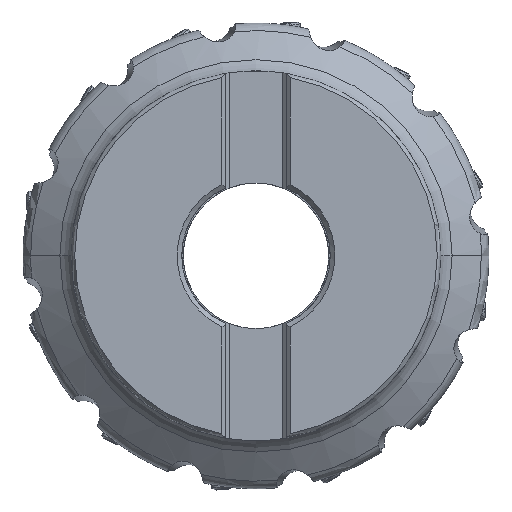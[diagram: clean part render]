
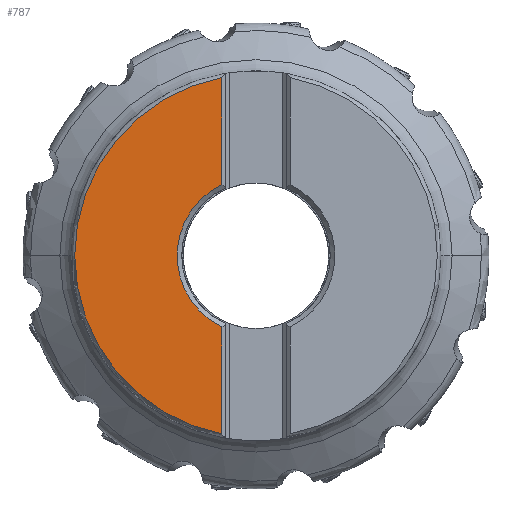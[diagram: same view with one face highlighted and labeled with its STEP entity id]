
A CAD part, top view. The second image highlights one B-rep face of the part: STEP entity #787.
In plain terms, the highlighted planar face has unit normal (0, 0, 1).
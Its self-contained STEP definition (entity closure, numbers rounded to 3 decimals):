
#466=PLANE('',#18283);
#787=ADVANCED_FACE('',(#2199),#466,.T.);
#2199=FACE_OUTER_BOUND('',#3157,.T.);
#3157=EDGE_LOOP('',(#6761,#6762,#6763,#6764,#6765));
#4988=LINE('',#25624,#5862);
#4989=LINE('',#25628,#5863);
#5862=VECTOR('',#20490,1.);
#5863=VECTOR('',#20493,1.);
#6761=ORIENTED_EDGE('',*,*,#14171,.F.);
#6762=ORIENTED_EDGE('',*,*,#14172,.F.);
#6763=ORIENTED_EDGE('',*,*,#14173,.F.);
#6764=ORIENTED_EDGE('',*,*,#14170,.F.);
#6765=ORIENTED_EDGE('',*,*,#14169,.F.);
#12314=VERTEX_POINT('',#25593);
#12317=VERTEX_POINT('',#25619);
#12318=VERTEX_POINT('',#25621);
#12319=VERTEX_POINT('',#25625);
#12320=VERTEX_POINT('',#25627);
#14169=EDGE_CURVE('',#12317,#12318,#16938,.T.);
#14170=EDGE_CURVE('',#12318,#12314,#16939,.T.);
#14171=EDGE_CURVE('',#12319,#12317,#4988,.T.);
#14172=EDGE_CURVE('',#12320,#12319,#16940,.T.);
#14173=EDGE_CURVE('',#12314,#12320,#4989,.T.);
#16938=CIRCLE('',#18279,47.439);
#16939=CIRCLE('',#18280,47.439);
#16940=CIRCLE('',#18282,20.65);
#18279=AXIS2_PLACEMENT_3D('',#25620,#20484,#20485);
#18280=AXIS2_PLACEMENT_3D('',#25622,#20486,#20487);
#18282=AXIS2_PLACEMENT_3D('',#25626,#20491,#20492);
#18283=AXIS2_PLACEMENT_3D('',#25629,#20494,#20495);
#20484=DIRECTION('',(0.,0.,-1.));
#20485=DIRECTION('',(-0.188,-0.982,0.));
#20486=DIRECTION('',(0.,0.,-1.));
#20487=DIRECTION('',(-1.,0.,0.));
#20490=DIRECTION('',(0.,-1.,0.));
#20491=DIRECTION('',(0.,0.,1.));
#20492=DIRECTION('',(-0.433,0.901,0.));
#20493=DIRECTION('',(0.,-1.,0.));
#20494=DIRECTION('',(0.,0.,1.));
#20495=DIRECTION('',(0.,-1.,0.));
#25593=CARTESIAN_POINT('',(-8.937,46.589,0.));
#25619=CARTESIAN_POINT('',(-8.937,-46.589,0.));
#25620=CARTESIAN_POINT('',(0.,0.,0.));
#25621=CARTESIAN_POINT('',(-47.439,0.021,0.));
#25622=CARTESIAN_POINT('',(0.,0.,0.));
#25624=CARTESIAN_POINT('',(-8.937,-18.616,0.));
#25625=CARTESIAN_POINT('',(-8.938,-18.616,0.));
#25626=CARTESIAN_POINT('',(0.,0.,0.));
#25627=CARTESIAN_POINT('',(-8.938,18.616,0.));
#25628=CARTESIAN_POINT('',(-8.938,46.589,0.));
#25629=CARTESIAN_POINT('',(-28.188,0.,0.));
